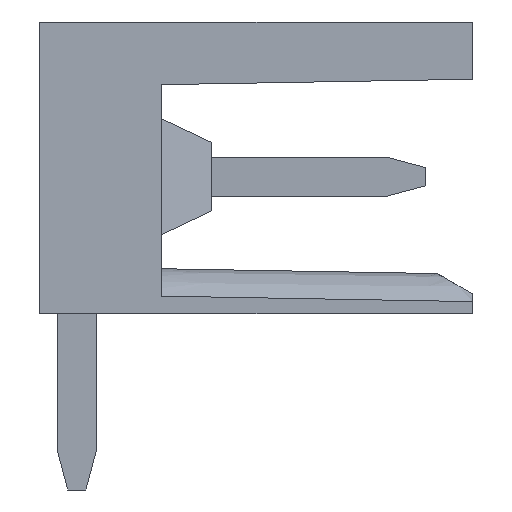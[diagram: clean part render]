
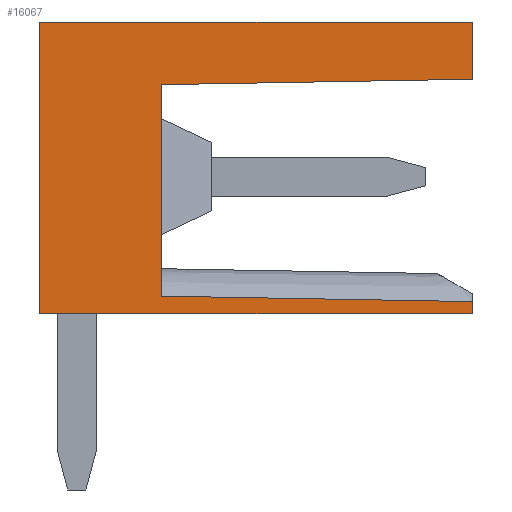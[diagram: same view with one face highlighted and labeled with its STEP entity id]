
A CAD part, left-side view. The second image highlights one B-rep face of the part: STEP entity #16067.
In plain terms, the highlighted planar face has unit normal (-1, 0, 0).
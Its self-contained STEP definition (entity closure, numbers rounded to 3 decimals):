
#16038=AXIS2_PLACEMENT_3D('Plane Axis2P3D',#16035,#16036,#16037) ;
#829=CARTESIAN_POINT('Vertex',(0.,11.05,11.95)) ;
#832=CARTESIAN_POINT('Line Origine',(0.,5.525,11.95)) ;
#836=CARTESIAN_POINT('Vertex',(0.,0.,11.95)) ;
#2028=CARTESIAN_POINT('Vertex',(0.,7.95,10.35)) ;
#2031=CARTESIAN_POINT('Line Origine',(0.,7.95,7.65)) ;
#2035=CARTESIAN_POINT('Vertex',(0.,7.95,4.95)) ;
#3650=CARTESIAN_POINT('Vertex',(0.,11.05,4.5)) ;
#3653=CARTESIAN_POINT('Line Origine',(0.,11.05,8.225)) ;
#6723=CARTESIAN_POINT('Vertex',(0.,0.,4.811)) ;
#6726=CARTESIAN_POINT('Line Origine',(0.,0.,4.656)) ;
#6730=CARTESIAN_POINT('Vertex',(0.,0.,4.5)) ;
#6842=CARTESIAN_POINT('Line Origine',(0.,5.525,4.5)) ;
#16035=CARTESIAN_POINT('Axis2P3D Location',(0.,0.,1.3)) ;
#16040=CARTESIAN_POINT('Line Origine',(0.,0.,11.219)) ;
#16044=CARTESIAN_POINT('Vertex',(0.,0.,10.489)) ;
#16047=CARTESIAN_POINT('Line Origine',(0.,3.975,4.881)) ;
#16052=CARTESIAN_POINT('Line Origine',(0.,3.975,10.419)) ;
#833=DIRECTION('Vector Direction',(0.,-1.,0.)) ;
#2032=DIRECTION('Vector Direction',(0.,0.,1.)) ;
#3654=DIRECTION('Vector Direction',(0.,0.,1.)) ;
#6727=DIRECTION('Vector Direction',(0.,0.,-1.)) ;
#6843=DIRECTION('Vector Direction',(0.,1.,0.)) ;
#16036=DIRECTION('Axis2P3D Direction',(-1.,0.,0.)) ;
#16037=DIRECTION('Axis2P3D XDirection',(0.,-1.,0.)) ;
#16041=DIRECTION('Vector Direction',(0.,0.,-1.)) ;
#16048=DIRECTION('Vector Direction',(0.,1.,0.017)) ;
#16053=DIRECTION('Vector Direction',(0.,1.,-0.017)) ;
#834=VECTOR('Line Direction',#833,1.) ;
#2033=VECTOR('Line Direction',#2032,1.) ;
#3655=VECTOR('Line Direction',#3654,1.) ;
#6728=VECTOR('Line Direction',#6727,1.) ;
#6844=VECTOR('Line Direction',#6843,1.) ;
#16042=VECTOR('Line Direction',#16041,1.) ;
#16049=VECTOR('Line Direction',#16048,1.) ;
#16054=VECTOR('Line Direction',#16053,1.) ;
#16058=ORIENTED_EDGE('',*,*,#16046,.T.) ;
#16059=ORIENTED_EDGE('',*,*,#838,.T.) ;
#16060=ORIENTED_EDGE('',*,*,#3657,.T.) ;
#16061=ORIENTED_EDGE('',*,*,#6846,.T.) ;
#16062=ORIENTED_EDGE('',*,*,#6732,.T.) ;
#16063=ORIENTED_EDGE('',*,*,#16051,.F.) ;
#16064=ORIENTED_EDGE('',*,*,#2037,.F.) ;
#16065=ORIENTED_EDGE('',*,*,#16056,.F.) ;
#16067=ADVANCED_FACE('HOUSING',(#16066),#16039,.T.) ;
#838=EDGE_CURVE('',#837,#830,#835,.F.) ;
#2037=EDGE_CURVE('',#2029,#2036,#2034,.F.) ;
#3657=EDGE_CURVE('',#830,#3651,#3656,.F.) ;
#6732=EDGE_CURVE('',#6731,#6724,#6729,.F.) ;
#6846=EDGE_CURVE('',#3651,#6731,#6845,.F.) ;
#16046=EDGE_CURVE('',#16045,#837,#16043,.F.) ;
#16051=EDGE_CURVE('',#2036,#6724,#16050,.F.) ;
#16056=EDGE_CURVE('',#16045,#2029,#16055,.T.) ;
#16057=EDGE_LOOP('',(#16058,#16059,#16060,#16061,#16062,#16063,#16064,#16065)) ;
#16066=FACE_OUTER_BOUND('',#16057,.T.) ;
#835=LINE('Line',#832,#834) ;
#2034=LINE('Line',#2031,#2033) ;
#3656=LINE('Line',#3653,#3655) ;
#6729=LINE('Line',#6726,#6728) ;
#6845=LINE('Line',#6842,#6844) ;
#16043=LINE('Line',#16040,#16042) ;
#16050=LINE('Line',#16047,#16049) ;
#16055=LINE('Line',#16052,#16054) ;
#16039=PLANE('',#16038) ;
#830=VERTEX_POINT('',#829) ;
#837=VERTEX_POINT('',#836) ;
#2029=VERTEX_POINT('',#2028) ;
#2036=VERTEX_POINT('',#2035) ;
#3651=VERTEX_POINT('',#3650) ;
#6724=VERTEX_POINT('',#6723) ;
#6731=VERTEX_POINT('',#6730) ;
#16045=VERTEX_POINT('',#16044) ;
